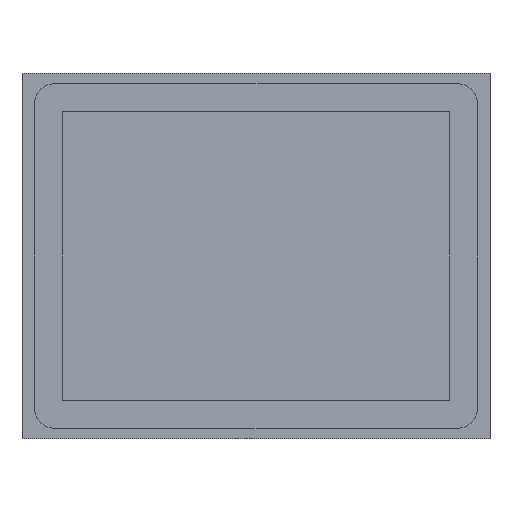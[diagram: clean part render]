
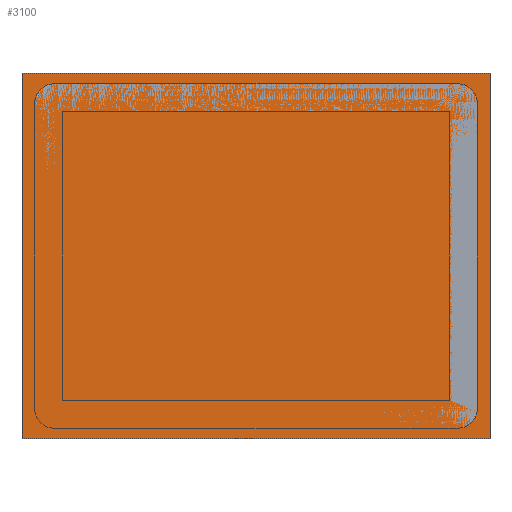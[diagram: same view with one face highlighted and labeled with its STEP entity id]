
A CAD part, front view. The second image highlights one B-rep face of the part: STEP entity #3100.
In plain terms, the highlighted planar face has unit normal (0, -1, 0).
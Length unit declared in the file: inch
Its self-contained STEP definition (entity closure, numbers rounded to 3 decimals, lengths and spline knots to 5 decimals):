
#327 = ORIENTED_EDGE ( 'NONE', *, *, #3129, .T. ) ;
#1869 = ORIENTED_EDGE ( 'NONE', *, *, #13941, .T. ) ;
#2903 = CARTESIAN_POINT ( 'NONE',  ( 5., 0., -3.9 ) ) ;
#3100 = ADVANCED_FACE ( 'NONE', ( #3925 ), #3993, .F. ) ;
#3129 = EDGE_CURVE ( 'NONE', #15025, #13934, #3999, .T. ) ;
#3925 = FACE_OUTER_BOUND ( 'NONE', #13441, .T. ) ;
#3989 = DIRECTION ( 'NONE',  ( 0., 0., 1. ) ) ;
#3990 = DIRECTION ( 'NONE',  ( 0., 1., 0. ) ) ;
#3991 = CARTESIAN_POINT ( 'NONE',  ( 4.84354, 0., 3.79354 ) ) ;
#3992 = AXIS2_PLACEMENT_3D ( 'NONE', #3991, #3990, #3989 ) ;
#3993 = PLANE ( 'NONE',  #3992 ) ;
#3996 = DIRECTION ( 'NONE',  ( 0., 0., 1. ) ) ;
#3997 = VECTOR ( 'NONE', #3996, 39.37008 ) ;
#3998 = CARTESIAN_POINT ( 'NONE',  ( 5., 0., -3.9 ) ) ;
#3999 = LINE ( 'NONE', #3998, #3997 ) ;
#5690 = DIRECTION ( 'NONE',  ( 1., 0., 0. ) ) ;
#5691 = VECTOR ( 'NONE', #5690, 39.37008 ) ;
#5692 = CARTESIAN_POINT ( 'NONE',  ( 5., 0., -3.9 ) ) ;
#5693 = LINE ( 'NONE', #5692, #5691 ) ;
#7159 = EDGE_CURVE ( 'NONE', #13907, #15025, #5693, .T. ) ;
#11256 = CARTESIAN_POINT ( 'NONE',  ( -5., 0., -3.9 ) ) ;
#11257 = DIRECTION ( 'NONE',  ( 0., 0., -1. ) ) ;
#11258 = VECTOR ( 'NONE', #11257, 39.37008 ) ;
#11259 = CARTESIAN_POINT ( 'NONE',  ( -5., 0., -3.9 ) ) ;
#11260 = LINE ( 'NONE', #11259, #11258 ) ;
#11301 = CARTESIAN_POINT ( 'NONE',  ( 5., 0., 3.9 ) ) ;
#11302 = CARTESIAN_POINT ( 'NONE',  ( -5., 0., 3.9 ) ) ;
#11346 = DIRECTION ( 'NONE',  ( -1., 0., 0. ) ) ;
#11347 = VECTOR ( 'NONE', #11346, 39.37008 ) ;
#11348 = CARTESIAN_POINT ( 'NONE',  ( 5., 0., 3.9 ) ) ;
#11349 = LINE ( 'NONE', #11348, #11347 ) ;
#13207 = ORIENTED_EDGE ( 'NONE', *, *, #7159, .T. ) ;
#13256 = ORIENTED_EDGE ( 'NONE', *, *, #13906, .T. ) ;
#13441 = EDGE_LOOP ( 'NONE', ( #327, #1869, #13256, #13207 ) ) ;
#13906 = EDGE_CURVE ( 'NONE', #13932, #13907, #11260, .T. ) ;
#13907 = VERTEX_POINT ( 'NONE', #11256 ) ;
#13932 = VERTEX_POINT ( 'NONE', #11302 ) ;
#13934 = VERTEX_POINT ( 'NONE', #11301 ) ;
#13941 = EDGE_CURVE ( 'NONE', #13934, #13932, #11349, .T. ) ;
#15025 = VERTEX_POINT ( 'NONE', #2903 ) ;
